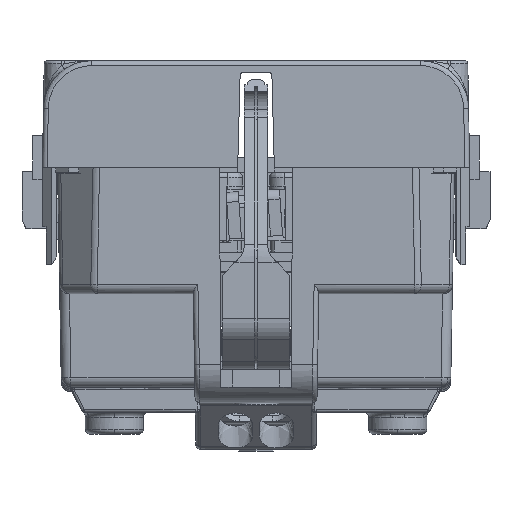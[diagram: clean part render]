
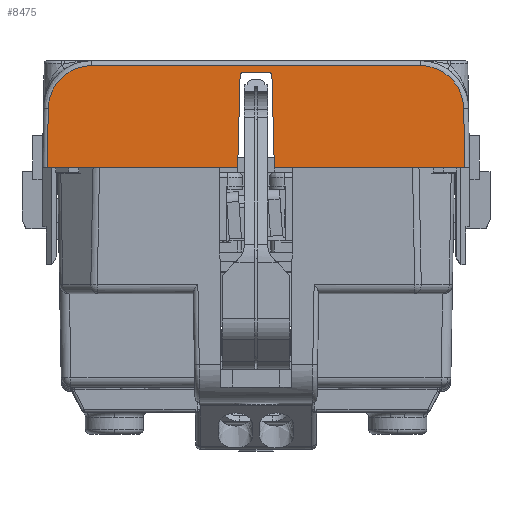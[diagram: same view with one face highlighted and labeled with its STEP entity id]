
A CAD part, left-side view. The second image highlights one B-rep face of the part: STEP entity #8475.
In plain terms, the highlighted planar face has unit normal (-1, 0, 0.018).
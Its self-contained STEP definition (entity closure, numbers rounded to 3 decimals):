
#287 = CARTESIAN_POINT ( 'NONE',  ( -21.944, 21.394, 5.587 ) ) ;
#450 = CARTESIAN_POINT ( 'NONE',  ( -21.944, -21.394, 5.587 ) ) ;
#669 = CARTESIAN_POINT ( 'NONE',  ( -22.05, 21.5, -0.5 ) ) ;
#691 =( BOUNDED_CURVE ( )  B_SPLINE_CURVE ( 3, ( #147519, #135125, #5986, #111835 ),
 .UNSPECIFIED., .F., .T. ) 
 B_SPLINE_CURVE_WITH_KNOTS ( ( 4, 4 ),
 ( 1.597, 3.142 ),
 .UNSPECIFIED. ) 
 CURVE ( )  GEOMETRIC_REPRESENTATION_ITEM ( )  RATIONAL_B_SPLINE_CURVE ( ( 1., 0.811, 0.811, 1. ) ) 
 REPRESENTATION_ITEM ( '' )  );
#3506 = VERTEX_POINT ( 'NONE', #84909 ) ;
#5986 = CARTESIAN_POINT ( 'NONE',  ( -21.879, 1.51, 9.3 ) ) ;
#7283 = VECTOR ( 'NONE', #16918, 1000. ) ;
#8475 = ADVANCED_FACE ( 'NONE', ( #74526 ), #20388, .T. ) ;
#8501 = DIRECTION ( 'NONE',  ( -1., 0., 0.017 ) ) ;
#11182 = CARTESIAN_POINT ( 'NONE',  ( -21.867, 16.895, 10.009 ) ) ;
#15387 = CARTESIAN_POINT ( 'NONE',  ( -22.05, -21.5, -0.5 ) ) ;
#15887 = ORIENTED_EDGE ( 'NONE', *, *, #130766, .T. ) ;
#16918 = DIRECTION ( 'NONE',  ( 0.017, 0.017, 1. ) ) ;
#17902 = CARTESIAN_POINT ( 'NONE',  ( -22.05, 1.887, -0.5 ) ) ;
#18542 = EDGE_CURVE ( 'NONE', #80975, #42863, #146906, .T. ) ;
#20355 = LINE ( 'NONE', #287, #40570 ) ;
#20388 = PLANE ( 'NONE',  #61537 ) ;
#21558 = VECTOR ( 'NONE', #71156, 1000. ) ;
#22941 = CARTESIAN_POINT ( 'NONE',  ( -21.867, 17.561, 9.979 ) ) ;
#24819 = ORIENTED_EDGE ( 'NONE', *, *, #32653, .T. ) ;
#25164 = EDGE_CURVE ( 'NONE', #81483, #84974, #45159, .T. ) ;
#25886 = DIRECTION ( 'NONE',  ( -0.017, -0.026, -1. ) ) ;
#26637 = VECTOR ( 'NONE', #30244, 1000. ) ;
#27367 = CARTESIAN_POINT ( 'NONE',  ( -21.881, -1.633, 9.18 ) ) ;
#28850 = CARTESIAN_POINT ( 'NONE',  ( -22.05, -1.887, -0.5 ) ) ;
#30244 = DIRECTION ( 'NONE',  ( 0.017, -0.026, 1. ) ) ;
#32653 = EDGE_CURVE ( 'NONE', #42863, #152156, #56532, .T. ) ;
#34470 = B_SPLINE_CURVE_WITH_KNOTS ( 'NONE', 3,
 ( #105586, #83303, #22941, #71420, #118386, #47647, #128251, #57977, #130320, #95234, #81760, #116381 ),
 .UNSPECIFIED., .F., .F.,
 ( 4, 1, 1, 1, 1, 1, 1, 1, 1, 4 ),
 ( 0., 0.111, 0.222, 0.333, 0.444, 0.556, 0.667, 0.778, 0.889, 1. ),
 .UNSPECIFIED. ) ;
#35187 = ORIENTED_EDGE ( 'NONE', *, *, #63757, .T. ) ;
#35934 = DIRECTION ( 'NONE',  ( 0., 1., 0. ) ) ;
#36283 = VERTEX_POINT ( 'NONE', #669 ) ;
#37902 = CARTESIAN_POINT ( 'NONE',  ( -22.05, 1.887, -0.5 ) ) ;
#38707 = CARTESIAN_POINT ( 'NONE',  ( -21.879, -1.338, 9.3 ) ) ;
#40234 = CARTESIAN_POINT ( 'NONE',  ( -21.884, 1.638, 9.008 ) ) ;
#40570 = VECTOR ( 'NONE', #95795, 1000. ) ;
#42389 = CARTESIAN_POINT ( 'NONE',  ( -22.05, -21.5, -0.5 ) ) ;
#42485 = CARTESIAN_POINT ( 'NONE',  ( -21.94, -21.39, 5.807 ) ) ;
#42863 = VERTEX_POINT ( 'NONE', #68793 ) ;
#42906 =( BOUNDED_CURVE ( )  B_SPLINE_CURVE ( 3, ( #38707, #108510, #27367, #121315 ),
 .UNSPECIFIED., .F., .T. ) 
 B_SPLINE_CURVE_WITH_KNOTS ( ( 4, 4 ),
 ( 3.142, 4.686 ),
 .UNSPECIFIED. ) 
 CURVE ( )  GEOMETRIC_REPRESENTATION_ITEM ( )  RATIONAL_B_SPLINE_CURVE ( ( 1., 0.811, 0.811, 1. ) ) 
 REPRESENTATION_ITEM ( '' )  );
#44571 = CARTESIAN_POINT ( 'NONE',  ( -22.05, 22., -0.5 ) ) ;
#45048 = ORIENTED_EDGE ( 'NONE', *, *, #98497, .T. ) ;
#45159 = LINE ( 'NONE', #65324, #26637 ) ;
#45935 = VERTEX_POINT ( 'NONE', #63911 ) ;
#47647 = CARTESIAN_POINT ( 'NONE',  ( -21.884, 19.756, 9.014 ) ) ;
#48610 = CARTESIAN_POINT ( 'NONE',  ( -21.884, -1.638, 9.008 ) ) ;
#49166 = ORIENTED_EDGE ( 'NONE', *, *, #25164, .T. ) ;
#49942 = EDGE_CURVE ( 'NONE', #56594, #80975, #68272, .T. ) ;
#55359 = CARTESIAN_POINT ( 'NONE',  ( -21.876, -19.07, 9.477 ) ) ;
#56247 = CARTESIAN_POINT ( 'NONE',  ( -21.944, 21.394, 5.587 ) ) ;
#56532 = LINE ( 'NONE', #106754, #126798 ) ;
#56594 = VERTEX_POINT ( 'NONE', #42389 ) ;
#57977 = CARTESIAN_POINT ( 'NONE',  ( -21.906, 20.815, 7.77 ) ) ;
#58863 = ORIENTED_EDGE ( 'NONE', *, *, #78521, .F. ) ;
#58930 = EDGE_LOOP ( 'NONE', ( #129067, #35187, #45048, #84380, #116876, #24819, #132448, #15887, #58863, #49166, #148466, #67997 ) ) ;
#61284 = EDGE_CURVE ( 'NONE', #152156, #120064, #34470, .T. ) ;
#61537 = AXIS2_PLACEMENT_3D ( 'NONE', #44571, #8501, #151065 ) ;
#63757 = EDGE_CURVE ( 'NONE', #150251, #99617, #126454, .T. ) ;
#63911 = CARTESIAN_POINT ( 'NONE',  ( -21.879, 1.338, 9.3 ) ) ;
#65324 = CARTESIAN_POINT ( 'NONE',  ( -22.05, 1.887, -0.5 ) ) ;
#67229 = CARTESIAN_POINT ( 'NONE',  ( -21.867, -16.895, 10.009 ) ) ;
#67275 = VECTOR ( 'NONE', #90895, 1000. ) ;
#67425 = EDGE_CURVE ( 'NONE', #3506, #150251, #42906, .T. ) ;
#67997 = ORIENTED_EDGE ( 'NONE', *, *, #111070, .T. ) ;
#68272 = LINE ( 'NONE', #15387, #7283 ) ;
#68793 = CARTESIAN_POINT ( 'NONE',  ( -21.867, -16.895, 10.009 ) ) ;
#71156 = DIRECTION ( 'NONE',  ( 0., -1., 0. ) ) ;
#71420 = CARTESIAN_POINT ( 'NONE',  ( -21.87, 18.319, 9.803 ) ) ;
#72305 = VECTOR ( 'NONE', #136677, 1000. ) ;
#74526 = FACE_OUTER_BOUND ( 'NONE', #58930, .T. ) ;
#78101 = CARTESIAN_POINT ( 'NONE',  ( -21.932, -21.351, 6.262 ) ) ;
#78521 = EDGE_CURVE ( 'NONE', #81483, #36283, #131449, .T. ) ;
#78601 = CARTESIAN_POINT ( 'NONE',  ( -21.919, -21.158, 7.023 ) ) ;
#80119 = CARTESIAN_POINT ( 'NONE',  ( -21.944, -21.394, 5.587 ) ) ;
#80975 = VERTEX_POINT ( 'NONE', #450 ) ;
#81483 = VERTEX_POINT ( 'NONE', #37902 ) ;
#81760 = CARTESIAN_POINT ( 'NONE',  ( -21.94, 21.39, 5.807 ) ) ;
#83303 = CARTESIAN_POINT ( 'NONE',  ( -21.867, 17.111, 10.009 ) ) ;
#84380 = ORIENTED_EDGE ( 'NONE', *, *, #49942, .T. ) ;
#84909 = CARTESIAN_POINT ( 'NONE',  ( -21.879, -1.338, 9.3 ) ) ;
#84974 = VERTEX_POINT ( 'NONE', #40234 ) ;
#86019 = CARTESIAN_POINT ( 'NONE',  ( -21.884, -1.638, 9.008 ) ) ;
#90895 = DIRECTION ( 'NONE',  ( 0., -1., 0. ) ) ;
#93144 = VECTOR ( 'NONE', #25886, 1000. ) ;
#94958 = CARTESIAN_POINT ( 'NONE',  ( -21.879, 1.338, 9.3 ) ) ;
#95234 = CARTESIAN_POINT ( 'NONE',  ( -21.932, 21.351, 6.262 ) ) ;
#95795 = DIRECTION ( 'NONE',  ( -0.017, 0.017, -1. ) ) ;
#98497 = EDGE_CURVE ( 'NONE', #99617, #56594, #146816, .T. ) ;
#99617 = VERTEX_POINT ( 'NONE', #104939 ) ;
#101954 = CARTESIAN_POINT ( 'NONE',  ( -21.867, -17.111, 10.009 ) ) ;
#104939 = CARTESIAN_POINT ( 'NONE',  ( -22.05, -1.887, -0.5 ) ) ;
#105586 = CARTESIAN_POINT ( 'NONE',  ( -21.867, 16.895, 10.009 ) ) ;
#105691 = EDGE_CURVE ( 'NONE', #84974, #45935, #691, .T. ) ;
#106623 = LINE ( 'NONE', #94958, #21558 ) ;
#106754 = CARTESIAN_POINT ( 'NONE',  ( -21.867, -16.895, 10.009 ) ) ;
#108510 = CARTESIAN_POINT ( 'NONE',  ( -21.879, -1.51, 9.3 ) ) ;
#111070 = EDGE_CURVE ( 'NONE', #45935, #3506, #106623, .T. ) ;
#111835 = CARTESIAN_POINT ( 'NONE',  ( -21.879, 1.338, 9.3 ) ) ;
#115261 = CARTESIAN_POINT ( 'NONE',  ( -21.906, -20.815, 7.77 ) ) ;
#116381 = CARTESIAN_POINT ( 'NONE',  ( -21.944, 21.394, 5.587 ) ) ;
#116876 = ORIENTED_EDGE ( 'NONE', *, *, #18542, .T. ) ;
#118386 = CARTESIAN_POINT ( 'NONE',  ( -21.876, 19.07, 9.477 ) ) ;
#120064 = VERTEX_POINT ( 'NONE', #56247 ) ;
#121315 = CARTESIAN_POINT ( 'NONE',  ( -21.884, -1.638, 9.008 ) ) ;
#125111 = CARTESIAN_POINT ( 'NONE',  ( -21.894, -20.337, 8.445 ) ) ;
#126122 = CARTESIAN_POINT ( 'NONE',  ( -21.884, -19.756, 9.014 ) ) ;
#126454 = LINE ( 'NONE', #48610, #93144 ) ;
#126798 = VECTOR ( 'NONE', #35934, 1000. ) ;
#128251 = CARTESIAN_POINT ( 'NONE',  ( -21.894, 20.337, 8.445 ) ) ;
#129067 = ORIENTED_EDGE ( 'NONE', *, *, #67425, .T. ) ;
#130320 = CARTESIAN_POINT ( 'NONE',  ( -21.919, 21.158, 7.023 ) ) ;
#130766 = EDGE_CURVE ( 'NONE', #120064, #36283, #20355, .T. ) ;
#131449 = LINE ( 'NONE', #17902, #72305 ) ;
#132448 = ORIENTED_EDGE ( 'NONE', *, *, #61284, .T. ) ;
#135125 = CARTESIAN_POINT ( 'NONE',  ( -21.881, 1.633, 9.18 ) ) ;
#136677 = DIRECTION ( 'NONE',  ( 0., 1., 0. ) ) ;
#137060 = CARTESIAN_POINT ( 'NONE',  ( -21.87, -18.319, 9.803 ) ) ;
#138060 = CARTESIAN_POINT ( 'NONE',  ( -21.867, -17.561, 9.979 ) ) ;
#146816 = LINE ( 'NONE', #28850, #67275 ) ;
#146906 = B_SPLINE_CURVE_WITH_KNOTS ( 'NONE', 3,
 ( #80119, #42485, #78101, #78601, #115261, #125111, #126122, #55359, #137060, #138060, #101954, #67229 ),
 .UNSPECIFIED., .F., .F.,
 ( 4, 1, 1, 1, 1, 1, 1, 1, 1, 4 ),
 ( 0., 0.111, 0.222, 0.333, 0.444, 0.556, 0.667, 0.778, 0.889, 1. ),
 .UNSPECIFIED. ) ;
#147519 = CARTESIAN_POINT ( 'NONE',  ( -21.884, 1.638, 9.008 ) ) ;
#148466 = ORIENTED_EDGE ( 'NONE', *, *, #105691, .T. ) ;
#150251 = VERTEX_POINT ( 'NONE', #86019 ) ;
#151065 = DIRECTION ( 'NONE',  ( 0., -1., 0. ) ) ;
#152156 = VERTEX_POINT ( 'NONE', #11182 ) ;
